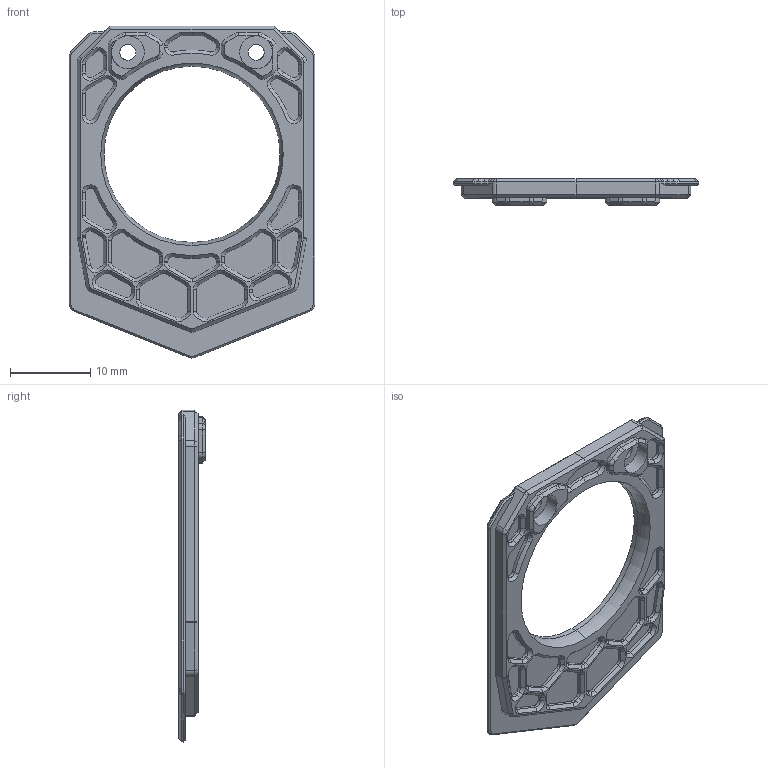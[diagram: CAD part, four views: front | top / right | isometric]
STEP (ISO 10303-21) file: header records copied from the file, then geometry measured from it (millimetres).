
FILE_DESCRIPTION(/* description */ ('','CAx-IF Rec.Pracs.---Representation and Presentation of Product Manufacturing Information (PMI)---4.0---2014-10-13'),/* implementation_level */ '2;1');
FILE_NAME(/* name */ 'AntHead Front Dock v1.step',/* time_stamp */ '2024-12-11T21:16:06-06:00',/* author */ (''),/* organization */ (''),/* preprocessor_version */ 'ST-DEVELOPER v20',/* originating_system */ 'Autodesk Translation Framework v13.20.0.188',/* authorisation */ '');
FILE_SCHEMA (('AP242_MANAGED_MODEL_BASED_3D_ENGINEERING_MIM_LF { 1 0 10303 442 1 1 4 }'));
Length unit declared in the file: millimetre
Products named in the file (2): Front Dock; Open_Grill
Assembly tree (1 placements, depth 2):
  Front Dock
    Open_Grill
Bounding box: 30.6 x 3.3 x 41.4 mm (x, y, z)
Volume: 1313.1 mm3; surface area: 2173.6 mm2
Topology: 1 solids, 1 shells, 519 faces, 1236 edges, 737 vertices
Faces by surface type: plane 241, cylinder 128, cone 128, bspline 20, torus 2
Full cylindrical faces by diameter (mm): 2 x2, 4.1 x2
Entity records: 15119 total; most frequent: CARTESIAN_POINT 2911, DIRECTION 2631, ORIENTED_EDGE 2472, EDGE_CURVE 1236, AXIS2_PLACEMENT_3D 912, LINE 807, VECTOR 807, VERTEX_POINT 737
